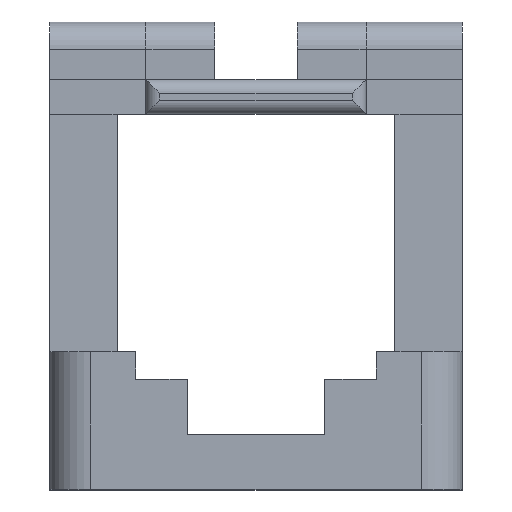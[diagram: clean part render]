
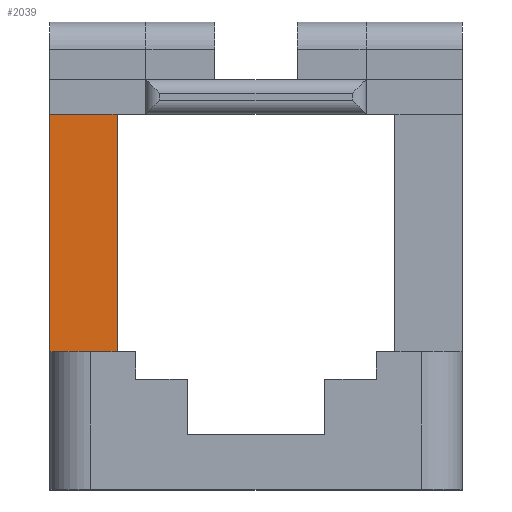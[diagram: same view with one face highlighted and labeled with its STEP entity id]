
A CAD part, top view. The second image highlights one B-rep face of the part: STEP entity #2039.
In plain terms, the highlighted planar face has unit normal (0, 0, 1).
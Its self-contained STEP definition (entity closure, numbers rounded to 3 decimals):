
#32 = PLANE('',#33);
#33 = AXIS2_PLACEMENT_3D('',#34,#35,#36);
#34 = CARTESIAN_POINT('',(-15.,0.,-15.));
#35 = DIRECTION('',(-1.,0.,0.));
#36 = DIRECTION('',(0.,1.,0.));
#85 = VERTEX_POINT('',#86);
#86 = CARTESIAN_POINT('',(-15.,10.,-8.8));
#99 = PLANE('',#100);
#100 = AXIS2_PLACEMENT_3D('',#101,#102,#103);
#101 = CARTESIAN_POINT('',(54.913,10.,15.));
#102 = DIRECTION('',(0.,-1.,0.));
#103 = DIRECTION('',(0.,0.,-1.));
#110 = EDGE_CURVE('',#111,#85,#113,.T.);
#111 = VERTEX_POINT('',#112);
#112 = CARTESIAN_POINT('',(-15.,27.3,-8.8));
#113 = SURFACE_CURVE('',#114,(#118,#124),.PCURVE_S1.);
#114 = LINE('',#115,#116);
#115 = CARTESIAN_POINT('',(-15.,5.,-8.8));
#116 = VECTOR('',#117,1.);
#117 = DIRECTION('',(0.,-1.,0.));
#118 = PCURVE('',#32,#119);
#119 = DEFINITIONAL_REPRESENTATION('',(#120),#123);
#120 = B_SPLINE_CURVE_WITH_KNOTS('',1,(#121,#122),.UNSPECIFIED.,.F.,.F.,
  (2,2),(-22.3,-5.),.PIECEWISE_BEZIER_KNOTS.);
#121 = CARTESIAN_POINT('',(27.3,-6.2));
#122 = CARTESIAN_POINT('',(10.,-6.2));
#123 = ( GEOMETRIC_REPRESENTATION_CONTEXT(2) 
PARAMETRIC_REPRESENTATION_CONTEXT() REPRESENTATION_CONTEXT('2D SPACE',''
  ) );
#124 = PCURVE('',#125,#130);
#125 = PLANE('',#126);
#126 = AXIS2_PLACEMENT_3D('',#127,#128,#129);
#127 = CARTESIAN_POINT('',(54.913,10.,-8.8));
#128 = DIRECTION('',(0.,0.,-1.));
#129 = DIRECTION('',(0.,1.,0.));
#130 = DEFINITIONAL_REPRESENTATION('',(#131),#134);
#131 = B_SPLINE_CURVE_WITH_KNOTS('',1,(#132,#133),.UNSPECIFIED.,.F.,.F.,
  (2,2),(-22.3,-5.),.PIECEWISE_BEZIER_KNOTS.);
#132 = CARTESIAN_POINT('',(17.3,-69.913));
#133 = CARTESIAN_POINT('',(0.,-69.913));
#134 = ( GEOMETRIC_REPRESENTATION_CONTEXT(2) 
PARAMETRIC_REPRESENTATION_CONTEXT() REPRESENTATION_CONTEXT('2D SPACE',''
  ) );
#151 = PLANE('',#152);
#152 = AXIS2_PLACEMENT_3D('',#153,#154,#155);
#153 = CARTESIAN_POINT('',(54.913,27.3,-8.8));
#154 = DIRECTION('',(0.,1.,0.));
#155 = DIRECTION('',(0.,0.,1.));
#1453 = PLANE('',#1454);
#1454 = AXIS2_PLACEMENT_3D('',#1455,#1456,#1457);
#1455 = CARTESIAN_POINT('',(-10.1,10.,-15.));
#1456 = DIRECTION('',(-1.,0.,0.));
#1457 = DIRECTION('',(0.,1.,0.));
#1775 = EDGE_CURVE('',#1776,#85,#1778,.T.);
#1776 = VERTEX_POINT('',#1777);
#1777 = CARTESIAN_POINT('',(-10.1,10.,-8.8));
#1778 = SURFACE_CURVE('',#1779,(#1783,#1790),.PCURVE_S1.);
#1779 = LINE('',#1780,#1781);
#1780 = CARTESIAN_POINT('',(54.913,10.,-8.8));
#1781 = VECTOR('',#1782,1.);
#1782 = DIRECTION('',(-1.,0.,0.));
#1783 = PCURVE('',#99,#1784);
#1784 = DEFINITIONAL_REPRESENTATION('',(#1785),#1789);
#1785 = LINE('',#1786,#1787);
#1786 = CARTESIAN_POINT('',(23.8,0.));
#1787 = VECTOR('',#1788,1.);
#1788 = DIRECTION('',(0.,-1.));
#1789 = ( GEOMETRIC_REPRESENTATION_CONTEXT(2) 
PARAMETRIC_REPRESENTATION_CONTEXT() REPRESENTATION_CONTEXT('2D SPACE',''
  ) );
#1790 = PCURVE('',#125,#1791);
#1791 = DEFINITIONAL_REPRESENTATION('',(#1792),#1796);
#1792 = LINE('',#1793,#1794);
#1793 = CARTESIAN_POINT('',(0.,0.));
#1794 = VECTOR('',#1795,1.);
#1795 = DIRECTION('',(0.,-1.));
#1796 = ( GEOMETRIC_REPRESENTATION_CONTEXT(2) 
PARAMETRIC_REPRESENTATION_CONTEXT() REPRESENTATION_CONTEXT('2D SPACE',''
  ) );
#2039 = ADVANCED_FACE('',(#2040),#125,.F.);
#2040 = FACE_BOUND('',#2041,.F.);
#2041 = EDGE_LOOP('',(#2042,#2065,#2084,#2085));
#2042 = ORIENTED_EDGE('',*,*,#2043,.F.);
#2043 = EDGE_CURVE('',#2044,#111,#2046,.T.);
#2044 = VERTEX_POINT('',#2045);
#2045 = CARTESIAN_POINT('',(-10.1,27.3,-8.8));
#2046 = SURFACE_CURVE('',#2047,(#2051,#2058),.PCURVE_S1.);
#2047 = LINE('',#2048,#2049);
#2048 = CARTESIAN_POINT('',(54.913,27.3,-8.8));
#2049 = VECTOR('',#2050,1.);
#2050 = DIRECTION('',(-1.,0.,0.));
#2051 = PCURVE('',#125,#2052);
#2052 = DEFINITIONAL_REPRESENTATION('',(#2053),#2057);
#2053 = LINE('',#2054,#2055);
#2054 = CARTESIAN_POINT('',(17.3,0.));
#2055 = VECTOR('',#2056,1.);
#2056 = DIRECTION('',(0.,-1.));
#2057 = ( GEOMETRIC_REPRESENTATION_CONTEXT(2) 
PARAMETRIC_REPRESENTATION_CONTEXT() REPRESENTATION_CONTEXT('2D SPACE',''
  ) );
#2058 = PCURVE('',#151,#2059);
#2059 = DEFINITIONAL_REPRESENTATION('',(#2060),#2064);
#2060 = LINE('',#2061,#2062);
#2061 = CARTESIAN_POINT('',(0.,0.));
#2062 = VECTOR('',#2063,1.);
#2063 = DIRECTION('',(0.,-1.));
#2064 = ( GEOMETRIC_REPRESENTATION_CONTEXT(2) 
PARAMETRIC_REPRESENTATION_CONTEXT() REPRESENTATION_CONTEXT('2D SPACE',''
  ) );
#2065 = ORIENTED_EDGE('',*,*,#2066,.T.);
#2066 = EDGE_CURVE('',#2044,#1776,#2067,.T.);
#2067 = SURFACE_CURVE('',#2068,(#2072,#2078),.PCURVE_S1.);
#2068 = LINE('',#2069,#2070);
#2069 = CARTESIAN_POINT('',(-10.1,10.,-8.8));
#2070 = VECTOR('',#2071,1.);
#2071 = DIRECTION('',(0.,-1.,0.));
#2072 = PCURVE('',#125,#2073);
#2073 = DEFINITIONAL_REPRESENTATION('',(#2074),#2077);
#2074 = B_SPLINE_CURVE_WITH_KNOTS('',1,(#2075,#2076),.UNSPECIFIED.,.F.,
  .F.,(2,2),(-17.3,0.),.PIECEWISE_BEZIER_KNOTS.);
#2075 = CARTESIAN_POINT('',(17.3,-65.013));
#2076 = CARTESIAN_POINT('',(0.,-65.013));
#2077 = ( GEOMETRIC_REPRESENTATION_CONTEXT(2) 
PARAMETRIC_REPRESENTATION_CONTEXT() REPRESENTATION_CONTEXT('2D SPACE',''
  ) );
#2078 = PCURVE('',#1453,#2079);
#2079 = DEFINITIONAL_REPRESENTATION('',(#2080),#2083);
#2080 = B_SPLINE_CURVE_WITH_KNOTS('',1,(#2081,#2082),.UNSPECIFIED.,.F.,
  .F.,(2,2),(-17.3,0.),.PIECEWISE_BEZIER_KNOTS.);
#2081 = CARTESIAN_POINT('',(17.3,-6.2));
#2082 = CARTESIAN_POINT('',(0.,-6.2));
#2083 = ( GEOMETRIC_REPRESENTATION_CONTEXT(2) 
PARAMETRIC_REPRESENTATION_CONTEXT() REPRESENTATION_CONTEXT('2D SPACE',''
  ) );
#2084 = ORIENTED_EDGE('',*,*,#1775,.T.);
#2085 = ORIENTED_EDGE('',*,*,#110,.F.);
